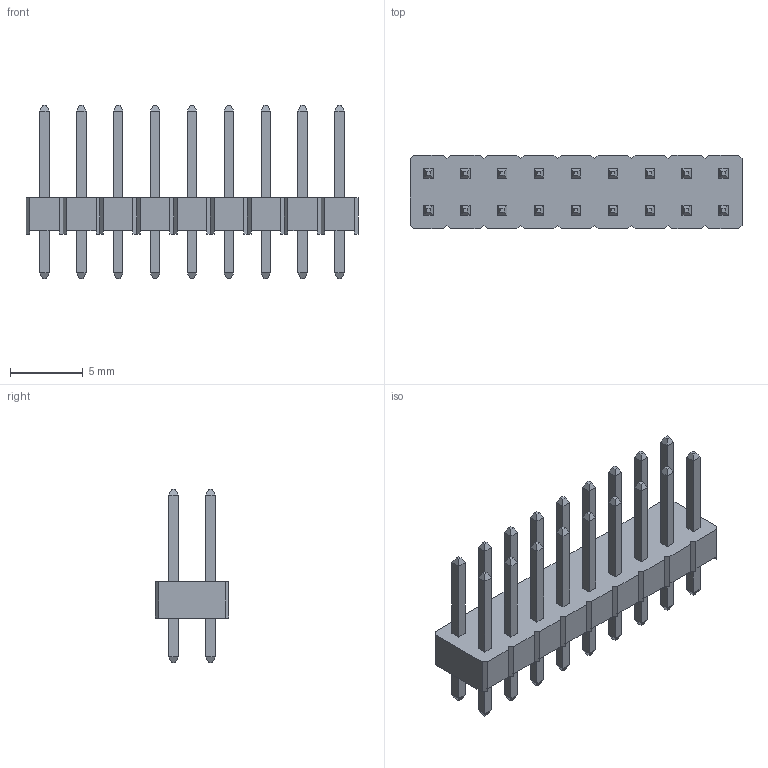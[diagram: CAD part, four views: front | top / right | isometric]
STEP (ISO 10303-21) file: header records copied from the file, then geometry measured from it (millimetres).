
FILE_DESCRIPTION(/* description */ (''),/* implementation_level */ '2;1');
FILE_NAME(/* name */ '18-Pin Header - Male - Double - 2.54mm.step',/* time_stamp */ '2021-04-21T16:38:55+02:00',/* author */ (''),/* organization */ (''),/* preprocessor_version */ 'ST-DEVELOPER v18.1',/* originating_system */ 'Autodesk Translation Framework v10.6.0.1341',/* authorisation */ '');
FILE_SCHEMA (('AUTOMOTIVE_DESIGN { 1 0 10303 214 3 1 1 }'));
Length unit declared in the file: millimetre
Products named in the file (2): ZL202-80_P2-54_L101_W5-08_H8-9; 18-Pin Header-Male-Double-2.54mm
Assembly tree (1 placements, depth 2):
  ZL202-80_P2-54_L101_W5-08_H8-9
    18-Pin Header-Male-Double-2.54mm
Bounding box: 22.86 x 5.08 x 11.94 mm (x, y, z)
Volume: 338.8 mm3; surface area: 823.1 mm2
Topology: 1 solids, 1 shells, 418 faces, 960 edges, 580 vertices
Faces by surface type: plane 418
Entity records: 11465 total; most frequent: CARTESIAN_POINT 1961, ORIENTED_EDGE 1920, DIRECTION 1802, LINE 960, VECTOR 960, EDGE_CURVE 960, VERTEX_POINT 580, EDGE_LOOP 454
